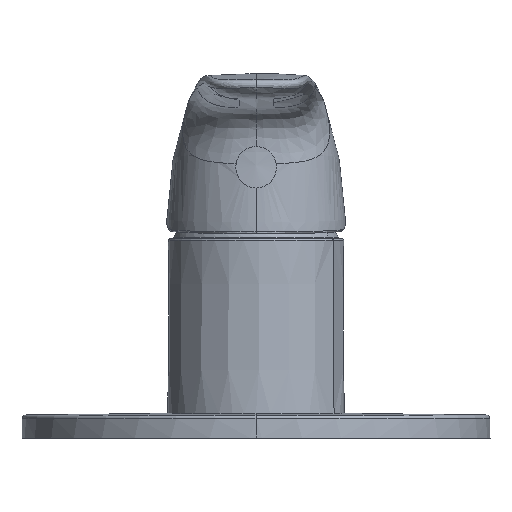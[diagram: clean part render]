
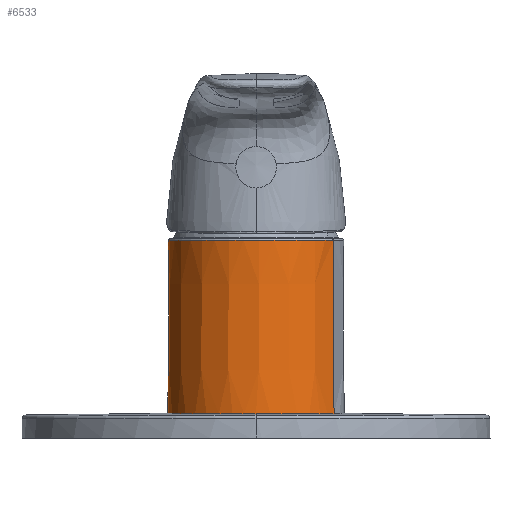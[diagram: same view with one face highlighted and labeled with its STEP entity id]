
A CAD part, front view. The second image highlights one B-rep face of the part: STEP entity #6533.
In plain terms, the highlighted conical face has half-angle 0.25 degrees and reference radius 24.42 mm.
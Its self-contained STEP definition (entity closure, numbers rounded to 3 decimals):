
#271 = DIRECTION ( 'NONE',  ( 0., 0., -1. ) ) ;
#499 = CARTESIAN_POINT ( 'NONE',  ( 75.96, 58.456, 133.004 ) ) ;
#573 = CARTESIAN_POINT ( 'NONE',  ( 40.203, 89.029, 133.152 ) ) ;
#583 = CARTESIAN_POINT ( 'NONE',  ( 84.361, 67.77, 181.231 ) ) ;
#591 = LINE ( 'NONE', #2795, #863 ) ;
#605 = CARTESIAN_POINT ( 'NONE',  ( 39.03, 72.977, 133.074 ) ) ;
#640 = CARTESIAN_POINT ( 'NONE',  ( 52.576, 56.892, 132.996 ) ) ;
#863 = VECTOR ( 'NONE', #2766, 1000. ) ;
#927 = VERTEX_POINT ( 'NONE', #4659 ) ;
#1130 = CIRCLE ( 'NONE', #6903, 24.42 ) ;
#1229 = CARTESIAN_POINT ( 'NONE',  ( 77.343, 59.393, 133.008 ) ) ;
#1282 = CARTESIAN_POINT ( 'NONE',  ( 41.131, 90.944, 133.161 ) ) ;
#1316 = CARTESIAN_POINT ( 'NONE',  ( 39.436, 87.057, 133.143 ) ) ;
#1352 = CARTESIAN_POINT ( 'NONE',  ( 40.605, 68.499, 133.052 ) ) ;
#1381 = CARTESIAN_POINT ( 'NONE',  ( 55.537, 55.761, 132.991 ) ) ;
#1954 = CARTESIAN_POINT ( 'NONE',  ( 65.042, 54.751, 132.986 ) ) ;
#1986 = CARTESIAN_POINT ( 'NONE',  ( 79.08, 60.758, 133.015 ) ) ;
#2072 = CARTESIAN_POINT ( 'NONE',  ( 38.637, 84.001, 133.128 ) ) ;
#2108 = CARTESIAN_POINT ( 'NONE',  ( 42.256, 65.769, 133.039 ) ) ;
#2141 = CARTESIAN_POINT ( 'NONE',  ( 58.609, 55.02, 132.987 ) ) ;
#2197 = DIRECTION ( 'NONE',  ( 0., 0., 1. ) ) ;
#2293 = ORIENTED_EDGE ( 'NONE', *, *, #2776, .T. ) ;
#2415 = ORIENTED_EDGE ( 'NONE', *, *, #5481, .T. ) ;
#2707 = ORIENTED_EDGE ( 'NONE', *, *, #9540, .F. ) ;
#2728 = CARTESIAN_POINT ( 'NONE',  ( 67.232, 55.066, 132.987 ) ) ;
#2762 = CARTESIAN_POINT ( 'NONE',  ( 81.037, 62.702, 133.024 ) ) ;
#2766 = DIRECTION ( 'NONE',  ( -0.004, 0.002, -1. ) ) ;
#2776 = EDGE_CURVE ( 'NONE', #3181, #927, #591, .T. ) ;
#2795 = CARTESIAN_POINT ( 'NONE',  ( 41.316, 90.845, 181.231 ) ) ;
#2808 = CARTESIAN_POINT ( 'NONE',  ( 40.881, 90.477, 133.159 ) ) ;
#2843 = CARTESIAN_POINT ( 'NONE',  ( 38.233, 80.837, 133.112 ) ) ;
#2876 = CARTESIAN_POINT ( 'NONE',  ( 43.491, 64.037, 133.031 ) ) ;
#2907 = CARTESIAN_POINT ( 'NONE',  ( 60.725, 54.762, 132.986 ) ) ;
#2934 = ORIENTED_EDGE ( 'NONE', *, *, #5664, .F. ) ;
#2953 = EDGE_LOOP ( 'NONE', ( #2707, #2293, #4702, #2415, #2934 ) ) ;
#3181 = VERTEX_POINT ( 'NONE', #7724 ) ;
#3484 = CARTESIAN_POINT ( 'NONE',  ( 68.867, 55.42, 132.989 ) ) ;
#3515 = CARTESIAN_POINT ( 'NONE',  ( 82.119, 63.971, 133.03 ) ) ;
#3598 = CARTESIAN_POINT ( 'NONE',  ( 38.241, 77.671, 133.097 ) ) ;
#3629 = CARTESIAN_POINT ( 'NONE',  ( 44.887, 62.435, 133.023 ) ) ;
#3667 = CARTESIAN_POINT ( 'NONE',  ( 62.311, 54.677, 132.985 ) ) ;
#4205 = CARTESIAN_POINT ( 'NONE',  ( 62.839, 54.677, 132.985 ) ) ;
#4231 = CARTESIAN_POINT ( 'NONE',  ( 71.515, 56.23, 132.993 ) ) ;
#4266 = CARTESIAN_POINT ( 'NONE',  ( 83.44, 65.763, 133.039 ) ) ;
#4351 = CARTESIAN_POINT ( 'NONE',  ( 38.573, 75.056, 133.084 ) ) ;
#4355 = CARTESIAN_POINT ( 'NONE',  ( 84.361, 67.77, 181.231 ) ) ;
#4387 = CARTESIAN_POINT ( 'NONE',  ( 47.164, 60.189, 133.012 ) ) ;
#4536 = CONICAL_SURFACE ( 'NONE', #8786, 24.42, 0.004 ) ;
#4636 = VERTEX_POINT ( 'NONE', #9430 ) ;
#4659 = CARTESIAN_POINT ( 'NONE',  ( 41.131, 90.944, 133.161 ) ) ;
#4702 = ORIENTED_EDGE ( 'NONE', *, *, #8696, .T. ) ;
#4976 = CARTESIAN_POINT ( 'NONE',  ( 74.526, 57.599, 132.999 ) ) ;
#5006 = CARTESIAN_POINT ( 'NONE',  ( 84.546, 67.671, 133.048 ) ) ;
#5060 = CARTESIAN_POINT ( 'NONE',  ( 40.644, 89.999, 133.157 ) ) ;
#5091 = CARTESIAN_POINT ( 'NONE',  ( 38.898, 73.496, 133.077 ) ) ;
#5130 = CARTESIAN_POINT ( 'NONE',  ( 51.61, 57.36, 132.998 ) ) ;
#5132 = DIRECTION ( 'NONE',  ( 0.004, -0.002, -1. ) ) ;
#5342 = CARTESIAN_POINT ( 'NONE',  ( 62.839, 54.677, 132.985 ) ) ;
#5481 = EDGE_CURVE ( 'NONE', #5775, #4636, #8229, .T. ) ;
#5511 = CARTESIAN_POINT ( 'NONE',  ( 62.839, 79.307, 181.231 ) ) ;
#5664 = EDGE_CURVE ( 'NONE', #8324, #4636, #6173, .T. ) ;
#5735 = CARTESIAN_POINT ( 'NONE',  ( 76.431, 58.76, 133.005 ) ) ;
#5775 = VERTEX_POINT ( 'NONE', #5342 ) ;
#5812 = CARTESIAN_POINT ( 'NONE',  ( 39.999, 88.539, 133.15 ) ) ;
#5843 = CARTESIAN_POINT ( 'NONE',  ( 39.767, 70.429, 133.062 ) ) ;
#5875 = CARTESIAN_POINT ( 'NONE',  ( 54.537, 56.094, 132.992 ) ) ;
#6055 = VECTOR ( 'NONE', #5132, 1000. ) ;
#6173 = LINE ( 'NONE', #4355, #6055 ) ;
#6478 = CARTESIAN_POINT ( 'NONE',  ( 77.787, 59.724, 133.01 ) ) ;
#6533 = ADVANCED_FACE ( 'NONE', ( #7584 ), #4536, .T. ) ;
#6553 = CARTESIAN_POINT ( 'NONE',  ( 39.126, 86.05, 133.138 ) ) ;
#6586 = CARTESIAN_POINT ( 'NONE',  ( 41.967, 66.22, 133.041 ) ) ;
#6618 = CARTESIAN_POINT ( 'NONE',  ( 57.573, 55.224, 132.988 ) ) ;
#6661 = CARTESIAN_POINT ( 'NONE',  ( 62.839, 79.307, 181.231 ) ) ;
#6903 = AXIS2_PLACEMENT_3D ( 'NONE', #6661, #2197, #7422 ) ;
#7170 = CARTESIAN_POINT ( 'NONE',  ( 63.942, 54.677, 132.985 ) ) ;
#7198 = CARTESIAN_POINT ( 'NONE',  ( 66.685, 54.973, 132.987 ) ) ;
#7229 = CARTESIAN_POINT ( 'NONE',  ( 79.893, 61.503, 133.018 ) ) ;
#7312 = CARTESIAN_POINT ( 'NONE',  ( 38.458, 82.959, 133.123 ) ) ;
#7343 = CARTESIAN_POINT ( 'NONE',  ( 42.86, 64.893, 133.035 ) ) ;
#7374 = CARTESIAN_POINT ( 'NONE',  ( 60.193, 54.814, 132.986 ) ) ;
#7422 = DIRECTION ( 'NONE',  ( -0.547, 0.837, 0. ) ) ;
#7584 = FACE_OUTER_BOUND ( 'NONE', #2953, .T. ) ;
#7681 = B_SPLINE_CURVE_WITH_KNOTS ( 'NONE', 3,
 ( #1282, #2808, #5060, #573, #5812, #1316, #6553, #2072, #7312, #2843, #8064, #3598, #8831, #4351, #9546, #5091, #605, #5843, #1352, #6586, #2108, #7343, #2876, #8097, #3629, #8865, #4387, #9580, #5130, #640, #5875, #1381, #6618, #2141, #7374, #2907, #8130, #3667, #8901 ),
 .UNSPECIFIED., .F., .F.,
 ( 4, 2, 2, 2, 2, 2, 2, 2, 2, 2, 2, 1, 2, 2, 2, 2, 2, 2, 2, 4 ),
 ( 0.123, 0.124, 0.126, 0.129, 0.132, 0.135, 0.139, 0.14, 0.142, 0.148, 0.15, 0.151, 0.153, 0.154, 0.161, 0.164, 0.167, 0.17, 0.172, 0.173 ),
 .UNSPECIFIED. ) ;
#7710 = DIRECTION ( 'NONE',  ( 0.881, -0.472, 0. ) ) ;
#7724 = CARTESIAN_POINT ( 'NONE',  ( 41.316, 90.845, 181.231 ) ) ;
#7946 = CARTESIAN_POINT ( 'NONE',  ( 68.323, 55.289, 132.988 ) ) ;
#7977 = CARTESIAN_POINT ( 'NONE',  ( 81.407, 63.116, 133.026 ) ) ;
#8064 = CARTESIAN_POINT ( 'NONE',  ( 38.191, 79.777, 133.107 ) ) ;
#8097 = CARTESIAN_POINT ( 'NONE',  ( 44.176, 63.225, 133.027 ) ) ;
#8130 = CARTESIAN_POINT ( 'NONE',  ( 61.783, 54.694, 132.985 ) ) ;
#8229 = B_SPLINE_CURVE_WITH_KNOTS ( 'NONE', 3,
 ( #4205, #7170, #1954, #7198, #2728, #7946, #3484, #8714, #4231, #9444, #4976, #499, #5735, #1229, #6478, #1986, #7229, #2762, #7977, #3515, #8749, #4266, #9471, #5006 ),
 .UNSPECIFIED., .F., .F.,
 ( 4, 2, 2, 2, 2, 2, 2, 2, 2, 2, 2, 4 ),
 ( 0.019, 0.023, 0.024, 0.026, 0.029, 0.032, 0.034, 0.036, 0.039, 0.041, 0.042, 0.046 ),
 .UNSPECIFIED. ) ;
#8324 = VERTEX_POINT ( 'NONE', #583 ) ;
#8696 = EDGE_CURVE ( 'NONE', #927, #5775, #7681, .T. ) ;
#8714 = CARTESIAN_POINT ( 'NONE',  ( 70.473, 55.864, 132.991 ) ) ;
#8749 = CARTESIAN_POINT ( 'NONE',  ( 82.463, 64.414, 133.033 ) ) ;
#8786 = AXIS2_PLACEMENT_3D ( 'NONE', #5511, #271, #7710 ) ;
#8831 = CARTESIAN_POINT ( 'NONE',  ( 38.333, 76.622, 133.092 ) ) ;
#8865 = CARTESIAN_POINT ( 'NONE',  ( 45.257, 62.05, 133.021 ) ) ;
#8901 = CARTESIAN_POINT ( 'NONE',  ( 62.839, 54.677, 132.985 ) ) ;
#9430 = CARTESIAN_POINT ( 'NONE',  ( 84.546, 67.671, 133.048 ) ) ;
#9444 = CARTESIAN_POINT ( 'NONE',  ( 73.542, 57.097, 132.997 ) ) ;
#9471 = CARTESIAN_POINT ( 'NONE',  ( 84.025, 66.699, 133.044 ) ) ;
#9540 = EDGE_CURVE ( 'NONE', #3181, #8324, #1130, .T. ) ;
#9546 = CARTESIAN_POINT ( 'NONE',  ( 38.67, 74.535, 133.082 ) ) ;
#9580 = CARTESIAN_POINT ( 'NONE',  ( 48.849, 58.926, 133.006 ) ) ;
